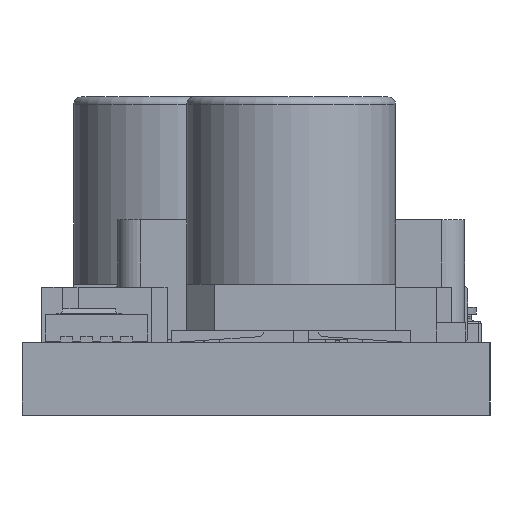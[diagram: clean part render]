
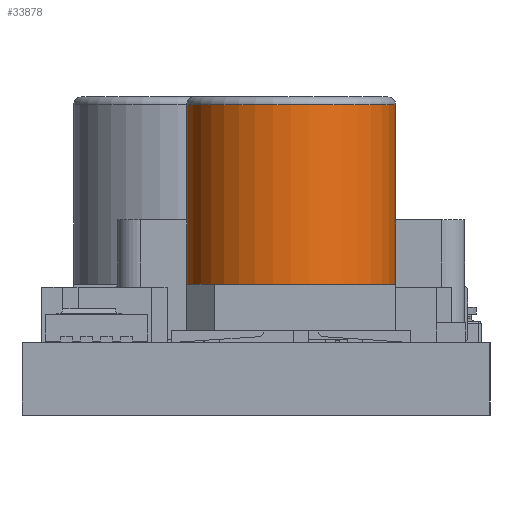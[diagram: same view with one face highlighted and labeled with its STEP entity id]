
A CAD part, left-side view. The second image highlights one B-rep face of the part: STEP entity #33878.
In plain terms, the highlighted cylindrical face has radius 3.4 mm (diameter 6.8 mm), a full revolution.
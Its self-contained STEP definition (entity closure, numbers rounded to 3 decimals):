
#3149 = CARTESIAN_POINT ( 'NONE',  ( 10.033, 9.877, 4.262 ) ) ;
#3733 = CARTESIAN_POINT ( 'NONE',  ( 6.633, 6.477, 4.262 ) ) ;
#3741 = CARTESIAN_POINT ( 'NONE',  ( 10.033, 6.477, 4.262 ) ) ;
#3902 = DIRECTION ( 'NONE',  ( 0., 0., -1. ) ) ;
#4090 = DIRECTION ( 'NONE',  ( 0., 0., -1. ) ) ;
#4367 = FACE_OUTER_BOUND ( 'NONE', #40795, .T. ) ;
#5193 = DIRECTION ( 'NONE',  ( 0., 1., 0. ) ) ;
#5198 = EDGE_CURVE ( 'NONE', #5248, #5248, #30463, .T. ) ;
#5248 = VERTEX_POINT ( 'NONE', #23351 ) ;
#5944 = DIRECTION ( 'NONE',  ( 0., 0., -1. ) ) ;
#7693 = EDGE_CURVE ( 'NONE', #40253, #26098, #44705, .T. ) ;
#7788 = DIRECTION ( 'NONE',  ( 0., 1., 0. ) ) ;
#12020 = CARTESIAN_POINT ( 'NONE',  ( 10.033, 6.477, 4.262 ) ) ;
#13272 = CARTESIAN_POINT ( 'NONE',  ( 10.033, 6.477, 10.112 ) ) ;
#14665 = VERTEX_POINT ( 'NONE', #3149 ) ;
#14719 = EDGE_CURVE ( 'NONE', #26098, #49715, #41269, .T. ) ;
#16741 = EDGE_CURVE ( 'NONE', #49715, #14665, #45872, .T. ) ;
#18288 = EDGE_CURVE ( 'NONE', #14665, #40253, #44332, .T. ) ;
#23351 = CARTESIAN_POINT ( 'NONE',  ( 10.033, 9.877, 10.112 ) ) ;
#24835 = CARTESIAN_POINT ( 'NONE',  ( 10.033, 6.477, 4.262 ) ) ;
#25067 = DIRECTION ( 'NONE',  ( 0., 0., 1. ) ) ;
#25244 = CARTESIAN_POINT ( 'NONE',  ( 10.033, 6.477, -5.354 ) ) ;
#26098 = VERTEX_POINT ( 'NONE', #35682 ) ;
#28226 = ORIENTED_EDGE ( 'NONE', *, *, #5198, .T. ) ;
#29293 = ORIENTED_EDGE ( 'NONE', *, *, #18288, .F. ) ;
#29309 = DIRECTION ( 'NONE',  ( 0., 1., 0. ) ) ;
#29464 = AXIS2_PLACEMENT_3D ( 'NONE', #12020, #3902, #38857 ) ;
#30463 = CIRCLE ( 'NONE', #30620, 3.4 ) ;
#30620 = AXIS2_PLACEMENT_3D ( 'NONE', #13272, #48615, #29309 ) ;
#33878 = ADVANCED_FACE ( 'NONE', ( #4367, #41963 ), #40119, .T. ) ;
#34919 = CARTESIAN_POINT ( 'NONE',  ( 10.033, 6.477, 4.262 ) ) ;
#35581 = ORIENTED_EDGE ( 'NONE', *, *, #16741, .F. ) ;
#35682 = CARTESIAN_POINT ( 'NONE',  ( 10.033, 3.077, 4.262 ) ) ;
#36741 = EDGE_LOOP ( 'NONE', ( #29293, #35581, #45763, #44171 ) ) ;
#36890 = AXIS2_PLACEMENT_3D ( 'NONE', #3741, #4090, #7788 ) ;
#37351 = CARTESIAN_POINT ( 'NONE',  ( 13.433, 6.477, 4.262 ) ) ;
#38857 = DIRECTION ( 'NONE',  ( 0., 1., 0. ) ) ;
#40119 = CYLINDRICAL_SURFACE ( 'NONE', #44609, 3.4 ) ;
#40253 = VERTEX_POINT ( 'NONE', #37351 ) ;
#40795 = EDGE_LOOP ( 'NONE', ( #28226 ) ) ;
#41269 = CIRCLE ( 'NONE', #41470, 3.4 ) ;
#41470 = AXIS2_PLACEMENT_3D ( 'NONE', #34919, #46406, #50263 ) ;
#41963 = FACE_OUTER_BOUND ( 'NONE', #36741, .T. ) ;
#44171 = ORIENTED_EDGE ( 'NONE', *, *, #7693, .F. ) ;
#44332 = CIRCLE ( 'NONE', #36890, 3.4 ) ;
#44609 = AXIS2_PLACEMENT_3D ( 'NONE', #25244, #25067, #5193 ) ;
#44705 = CIRCLE ( 'NONE', #45325, 3.4 ) ;
#44811 = DIRECTION ( 'NONE',  ( 0., 1., 0. ) ) ;
#45325 = AXIS2_PLACEMENT_3D ( 'NONE', #24835, #5944, #44811 ) ;
#45763 = ORIENTED_EDGE ( 'NONE', *, *, #14719, .F. ) ;
#45872 = CIRCLE ( 'NONE', #29464, 3.4 ) ;
#46406 = DIRECTION ( 'NONE',  ( 0., 0., -1. ) ) ;
#48615 = DIRECTION ( 'NONE',  ( 0., 0., -1. ) ) ;
#49715 = VERTEX_POINT ( 'NONE', #3733 ) ;
#50263 = DIRECTION ( 'NONE',  ( 0., 1., 0. ) ) ;
